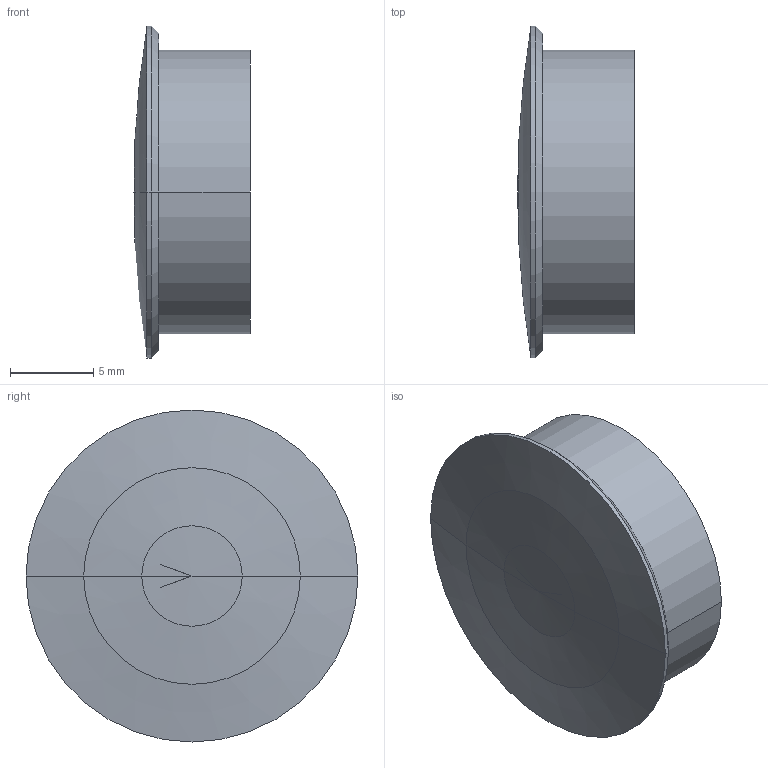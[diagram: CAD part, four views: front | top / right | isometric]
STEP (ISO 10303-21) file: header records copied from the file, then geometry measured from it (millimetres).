
FILE_DESCRIPTION(('STEP AP214'),'1');
FILE_NAME('cctmp_749A2BEB-0908-4F5C-A15F-2EB0CEAB2E94_2020_1_17_7_50_50_185..stp','2020-01-17T06:50:50',('Bosch Rexroth AG'),('CADClick - www.CADClick.com'),'Spatial InterOp 3D',' ','unknown authorization - (Healing Option Enabled)');
FILE_SCHEMA(('AUTOMOTIVE_DESIGN'));
Length unit declared in the file: millimetre
Products named in the file (1): 2020_01_17__07-50-50-185
Bounding box: 7 x 19.9 x 19.9 mm (x, y, z)
Volume: 515.1 mm3; surface area: 1221.5 mm2
Topology: 1 solids, 1 shells, 17 faces, 34 edges, 19 vertices
Faces by surface type: cone 8, cylinder 6, plane 3
Entity records: 580 total; most frequent: DIRECTION 86, CARTESIAN_POINT 69, ORIENTED_EDGE 64, AXIS2_PLACEMENT_3D 36, EDGE_CURVE 32, EDGE_LOOP 19, VERTEX_POINT 19, CIRCLE 18
